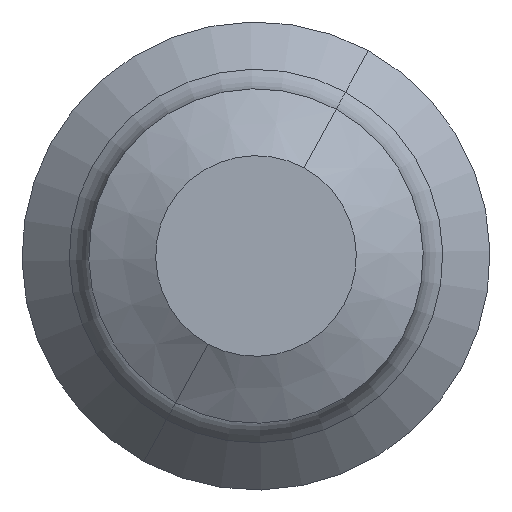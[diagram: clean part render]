
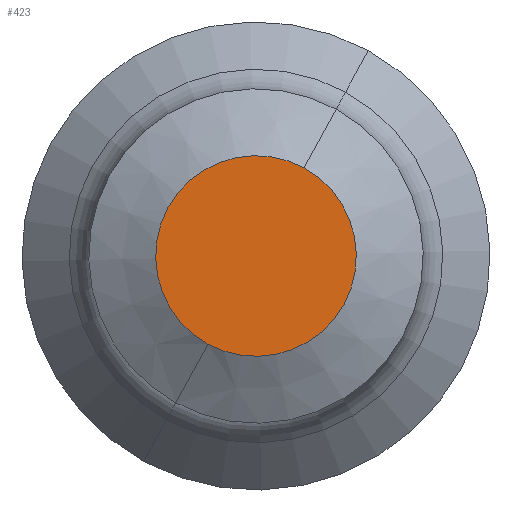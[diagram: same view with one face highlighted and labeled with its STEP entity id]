
A CAD part, left-side view. The second image highlights one B-rep face of the part: STEP entity #423.
In plain terms, the highlighted planar face has unit normal (-1, 0, 0).
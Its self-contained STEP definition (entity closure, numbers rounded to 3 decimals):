
#60=CARTESIAN_POINT('Vertex',(2496.5,335.85,326.43)) ;
#76=CARTESIAN_POINT('Vertex',(2496.5,332.974,331.696)) ;
#79=CARTESIAN_POINT('Axis2P3D Location',(2496.5,334.412,329.063)) ;
#96=CARTESIAN_POINT('Axis2P3D Location',(2496.5,334.412,329.063)) ;
#414=CARTESIAN_POINT('Axis2P3D Location',(2496.5,334.412,332.063)) ;
#80=DIRECTION('Axis2P3D Direction',(1.,0.,0.)) ;
#97=DIRECTION('Axis2P3D Direction',(1.,0.,0.)) ;
#415=DIRECTION('Axis2P3D Direction',(1.,0.,0.)) ;
#416=DIRECTION('Axis2P3D XDirection',(0.,0.707,-0.707)) ;
#81=AXIS2_PLACEMENT_3D('Circle Axis2P3D',#79,#80,$) ;
#98=AXIS2_PLACEMENT_3D('Circle Axis2P3D',#96,#97,$) ;
#417=AXIS2_PLACEMENT_3D('Plane Axis2P3D',#414,#415,#416) ;
#420=ORIENTED_EDGE('',*,*,#100,.F.) ;
#421=ORIENTED_EDGE('',*,*,#83,.F.) ;
#423=ADVANCED_FACE('EngineBellhousingStudR03-ClampOnly',(#422),#418,.F.) ;
#82=CIRCLE('generated circle',#81,3.) ;
#99=CIRCLE('generated circle',#98,3.) ;
#83=EDGE_CURVE('',#77,#61,#82,.T.) ;
#100=EDGE_CURVE('',#61,#77,#99,.T.) ;
#419=EDGE_LOOP('',(#420,#421)) ;
#422=FACE_OUTER_BOUND('',#419,.T.) ;
#418=PLANE('',#417) ;
#61=VERTEX_POINT('',#60) ;
#77=VERTEX_POINT('',#76) ;
